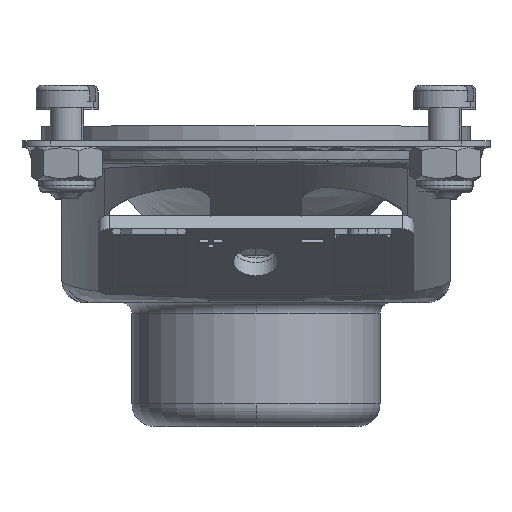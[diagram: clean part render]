
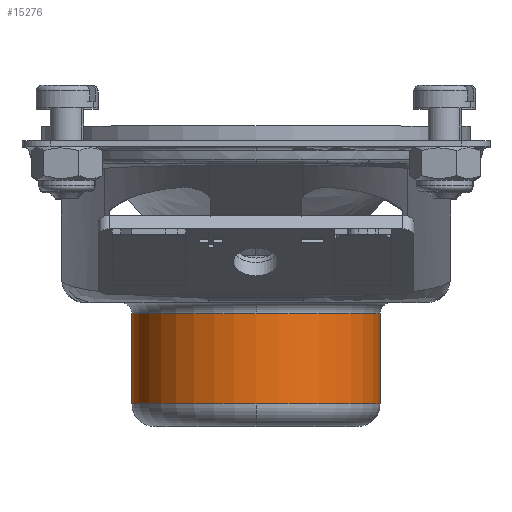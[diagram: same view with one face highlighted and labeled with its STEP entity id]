
A CAD part, top view. The second image highlights one B-rep face of the part: STEP entity #15276.
In plain terms, the highlighted cylindrical face has radius 11 mm (diameter 22 mm), a partial arc.
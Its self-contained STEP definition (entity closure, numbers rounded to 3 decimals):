
#511 = ORIENTED_EDGE ( 'NONE', *, *, #30190, .F. ) ;
#542 = CARTESIAN_POINT ( 'NONE',  ( 0., -13.8, 0. ) ) ;
#648 = DIRECTION ( 'NONE',  ( 0., -1., 0. ) ) ;
#819 = VECTOR ( 'NONE', #33155, 1000. ) ;
#1066 = CARTESIAN_POINT ( 'NONE',  ( 0., -22.8, 0. ) ) ;
#2030 = CYLINDRICAL_SURFACE ( 'NONE', #10357, 11. ) ;
#2186 = AXIS2_PLACEMENT_3D ( 'NONE', #8379, #16370, #16055 ) ;
#2422 = LINE ( 'NONE', #14716, #20169 ) ;
#2608 = CARTESIAN_POINT ( 'NONE',  ( 11., -14.8, 0. ) ) ;
#2730 = DIRECTION ( 'NONE',  ( 0., 1., 0. ) ) ;
#2779 = EDGE_LOOP ( 'NONE', ( #26479, #8797, #21435, #32435, #511, #12330 ) ) ;
#3726 = EDGE_CURVE ( 'NONE', #13943, #11124, #5153, .T. ) ;
#5153 = CIRCLE ( 'NONE', #7648, 11. ) ;
#5958 = CIRCLE ( 'NONE', #2186, 11. ) ;
#6697 = CIRCLE ( 'NONE', #8161, 11. ) ;
#7648 = AXIS2_PLACEMENT_3D ( 'NONE', #1066, #21807, #19077 ) ;
#8161 = AXIS2_PLACEMENT_3D ( 'NONE', #12640, #2730, #12865 ) ;
#8379 = CARTESIAN_POINT ( 'NONE',  ( 0., -14.8, 0. ) ) ;
#8451 = CIRCLE ( 'NONE', #29655, 11. ) ;
#8797 = ORIENTED_EDGE ( 'NONE', *, *, #15718, .T. ) ;
#8857 = CARTESIAN_POINT ( 'NONE',  ( 0., -14.8, 11. ) ) ;
#9291 = VERTEX_POINT ( 'NONE', #28689 ) ;
#9426 = VERTEX_POINT ( 'NONE', #8857 ) ;
#10357 = AXIS2_PLACEMENT_3D ( 'NONE', #542, #648, #31145 ) ;
#10537 = EDGE_CURVE ( 'NONE', #9426, #26286, #6697, .T. ) ;
#10838 = CARTESIAN_POINT ( 'NONE',  ( -11., -22.8, 0. ) ) ;
#11124 = VERTEX_POINT ( 'NONE', #28775 ) ;
#12330 = ORIENTED_EDGE ( 'NONE', *, *, #10537, .F. ) ;
#12640 = CARTESIAN_POINT ( 'NONE',  ( 0., -14.8, 0. ) ) ;
#12865 = DIRECTION ( 'NONE',  ( -1., 0., 0. ) ) ;
#13943 = VERTEX_POINT ( 'NONE', #21467 ) ;
#14274 = VERTEX_POINT ( 'NONE', #10838 ) ;
#14716 = CARTESIAN_POINT ( 'NONE',  ( -11., -13.8, 0. ) ) ;
#15048 = DIRECTION ( 'NONE',  ( 0., -1., 0. ) ) ;
#15050 = CARTESIAN_POINT ( 'NONE',  ( 11., -13.8, 0. ) ) ;
#15276 = ADVANCED_FACE ( 'NONE', ( #15746 ), #2030, .T. ) ;
#15718 = EDGE_CURVE ( 'NONE', #9291, #14274, #2422, .T. ) ;
#15746 = FACE_OUTER_BOUND ( 'NONE', #2779, .T. ) ;
#15864 = EDGE_CURVE ( 'NONE', #11124, #14274, #8451, .T. ) ;
#16055 = DIRECTION ( 'NONE',  ( -1., 0., 0. ) ) ;
#16370 = DIRECTION ( 'NONE',  ( 0., 1., 0. ) ) ;
#18229 = EDGE_CURVE ( 'NONE', #9291, #9426, #5958, .T. ) ;
#19077 = DIRECTION ( 'NONE',  ( -1., 0., 0. ) ) ;
#20169 = VECTOR ( 'NONE', #25146, 1000. ) ;
#21435 = ORIENTED_EDGE ( 'NONE', *, *, #15864, .F. ) ;
#21467 = CARTESIAN_POINT ( 'NONE',  ( 11., -22.8, 0. ) ) ;
#21807 = DIRECTION ( 'NONE',  ( 0., -1., 0. ) ) ;
#22980 = DIRECTION ( 'NONE',  ( -1., 0., 0. ) ) ;
#25146 = DIRECTION ( 'NONE',  ( 0., -1., 0. ) ) ;
#25492 = LINE ( 'NONE', #15050, #819 ) ;
#26286 = VERTEX_POINT ( 'NONE', #2608 ) ;
#26479 = ORIENTED_EDGE ( 'NONE', *, *, #18229, .F. ) ;
#28689 = CARTESIAN_POINT ( 'NONE',  ( -11., -14.8, 0. ) ) ;
#28775 = CARTESIAN_POINT ( 'NONE',  ( 0., -22.8, 11. ) ) ;
#29655 = AXIS2_PLACEMENT_3D ( 'NONE', #30560, #15048, #22980 ) ;
#30190 = EDGE_CURVE ( 'NONE', #26286, #13943, #25492, .T. ) ;
#30560 = CARTESIAN_POINT ( 'NONE',  ( 0., -22.8, 0. ) ) ;
#31145 = DIRECTION ( 'NONE',  ( 1., 0., 0. ) ) ;
#32435 = ORIENTED_EDGE ( 'NONE', *, *, #3726, .F. ) ;
#33155 = DIRECTION ( 'NONE',  ( 0., -1., 0. ) ) ;
